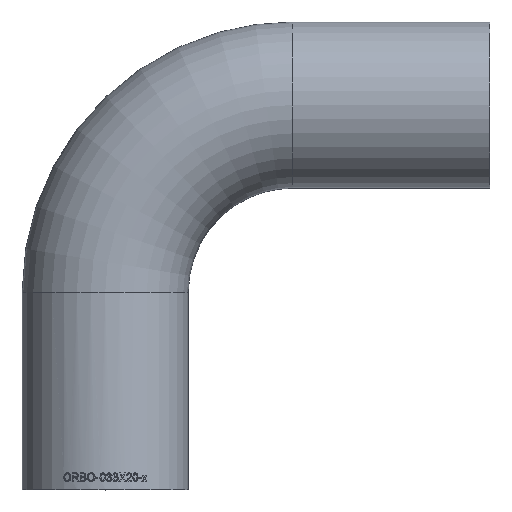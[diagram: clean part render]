
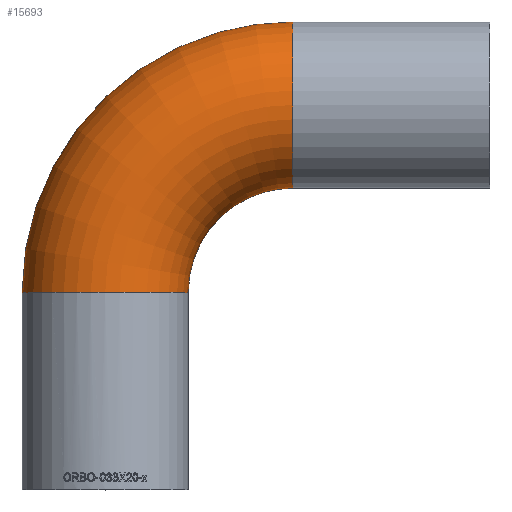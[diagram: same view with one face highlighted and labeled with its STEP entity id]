
A CAD part, top view. The second image highlights one B-rep face of the part: STEP entity #15693.
In plain terms, the highlighted toroidal (fillet/blend) face has major radius 38 mm and minor radius 16.85 mm.
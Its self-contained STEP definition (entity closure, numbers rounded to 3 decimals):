
#231 = VERTEX_POINT ( 'NONE', #9266 ) ;
#1757 = DIRECTION ( 'NONE',  ( -1., 0., 0. ) ) ;
#2211 = DIRECTION ( 'NONE',  ( 0., 1., 0. ) ) ;
#3012 = DIRECTION ( 'NONE',  ( 0., 0., 1. ) ) ;
#3265 = ORIENTED_EDGE ( 'NONE', *, *, #10732, .T. ) ;
#3780 = CIRCLE ( 'NONE', #19075, 16.85 ) ;
#4199 = EDGE_LOOP ( 'NONE', ( #7856 ) ) ;
#5113 = EDGE_CURVE ( 'NONE', #231, #231, #9137, .T. ) ;
#5315 = FACE_OUTER_BOUND ( 'NONE', #17813, .T. ) ;
#7856 = ORIENTED_EDGE ( 'NONE', *, *, #5113, .F. ) ;
#8278 = DIRECTION ( 'NONE',  ( 0., 0., 1. ) ) ;
#9137 = CIRCLE ( 'NONE', #15549, 16.85 ) ;
#9266 = CARTESIAN_POINT ( 'NONE',  ( 0., 78., 16.85 ) ) ;
#10723 = FACE_OUTER_BOUND ( 'NONE', #4199, .T. ) ;
#10732 = EDGE_CURVE ( 'NONE', #11150, #11150, #3780, .T. ) ;
#11068 = CARTESIAN_POINT ( 'NONE',  ( -38., 40., 0. ) ) ;
#11150 = VERTEX_POINT ( 'NONE', #12449 ) ;
#11821 = TOROIDAL_SURFACE ( 'NONE', #12145, 38., 16.85 ) ;
#12145 = AXIS2_PLACEMENT_3D ( 'NONE', #12782, #18895, #1757 ) ;
#12449 = CARTESIAN_POINT ( 'NONE',  ( -38., 40., 16.85 ) ) ;
#12782 = CARTESIAN_POINT ( 'NONE',  ( 0., 40., 0. ) ) ;
#15549 = AXIS2_PLACEMENT_3D ( 'NONE', #16477, #16871, #3012 ) ;
#15693 = ADVANCED_FACE ( 'NONE', ( #10723, #5315 ), #11821, .T. ) ;
#16477 = CARTESIAN_POINT ( 'NONE',  ( 0., 78., 0. ) ) ;
#16871 = DIRECTION ( 'NONE',  ( 1., 0., 0. ) ) ;
#17813 = EDGE_LOOP ( 'NONE', ( #3265 ) ) ;
#18895 = DIRECTION ( 'NONE',  ( 0., 0., -1. ) ) ;
#19075 = AXIS2_PLACEMENT_3D ( 'NONE', #11068, #2211, #8278 ) ;
